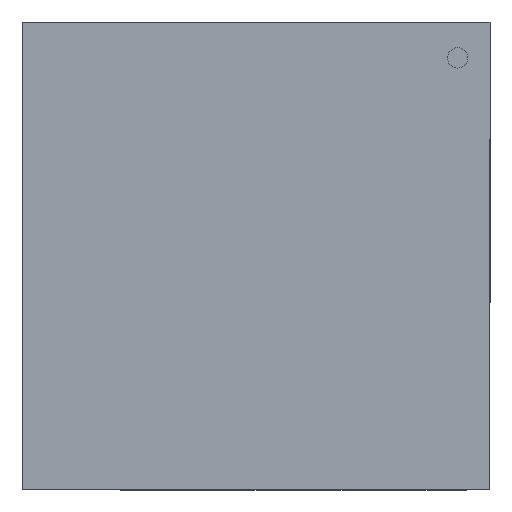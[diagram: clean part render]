
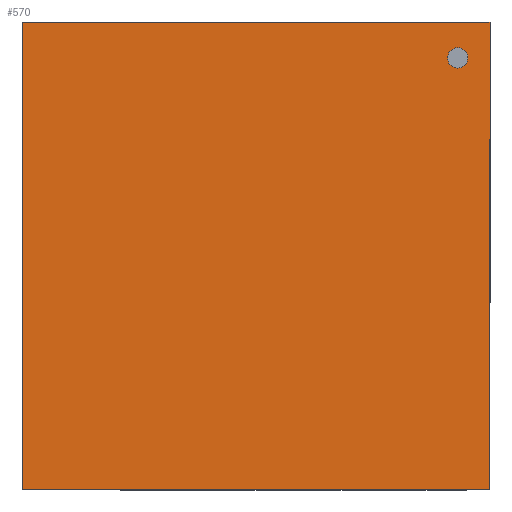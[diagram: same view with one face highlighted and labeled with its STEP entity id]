
A CAD part, front view. The second image highlights one B-rep face of the part: STEP entity #570.
In plain terms, the highlighted planar face has unit normal (0, -1, 0).
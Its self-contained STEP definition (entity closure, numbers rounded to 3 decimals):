
#17 = DIRECTION ( 'NONE',  ( 0., 1., 0. ) ) ;
#36 = ORIENTED_EDGE ( 'NONE', *, *, #1429, .F. ) ;
#75 = LINE ( 'NONE', #2193, #304 ) ;
#79 = VECTOR ( 'NONE', #1287, 1000. ) ;
#86 = EDGE_CURVE ( 'NONE', #2369, #1443, #75, .T. ) ;
#110 = CARTESIAN_POINT ( 'NONE',  ( 0.539, 0., 0.529 ) ) ;
#219 = LINE ( 'NONE', #3347, #1904 ) ;
#226 = CARTESIAN_POINT ( 'NONE',  ( -0.625, 0., -0.625 ) ) ;
#295 = EDGE_LOOP ( 'NONE', ( #1715, #2547, #748, #36 ) ) ;
#304 = VECTOR ( 'NONE', #838, 1000. ) ;
#353 = EDGE_CURVE ( 'NONE', #2305, #2369, #782, .T. ) ;
#559 = DIRECTION ( 'NONE',  ( 0., -1., 0. ) ) ;
#570 = ADVANCED_FACE ( 'NONE', ( #1520, #1221 ), #2200, .F. ) ;
#589 = CARTESIAN_POINT ( 'NONE',  ( -0.625, 0., 0.625 ) ) ;
#661 = CIRCLE ( 'NONE', #2616, 0.027 ) ;
#693 = DIRECTION ( 'NONE',  ( -1., 0., 0. ) ) ;
#713 = CARTESIAN_POINT ( 'NONE',  ( -0.625, 0., -0.625 ) ) ;
#748 = ORIENTED_EDGE ( 'NONE', *, *, #353, .F. ) ;
#782 = LINE ( 'NONE', #226, #79 ) ;
#838 = DIRECTION ( 'NONE',  ( 1., 0., 0. ) ) ;
#955 = DIRECTION ( 'NONE',  ( 0., 0., -1. ) ) ;
#1071 = CARTESIAN_POINT ( 'NONE',  ( 0.539, 0., 0.502 ) ) ;
#1200 = ORIENTED_EDGE ( 'NONE', *, *, #3338, .F. ) ;
#1210 = EDGE_CURVE ( 'NONE', #1443, #1785, #219, .T. ) ;
#1221 = FACE_OUTER_BOUND ( 'NONE', #295, .T. ) ;
#1231 = VERTEX_POINT ( 'NONE', #2970 ) ;
#1239 = ORIENTED_EDGE ( 'NONE', *, *, #1899, .F. ) ;
#1258 = VECTOR ( 'NONE', #693, 1000. ) ;
#1284 = AXIS2_PLACEMENT_3D ( 'NONE', #2999, #559, #3251 ) ;
#1287 = DIRECTION ( 'NONE',  ( 0., 0., 1. ) ) ;
#1345 = CARTESIAN_POINT ( 'NONE',  ( 0., 0., 0. ) ) ;
#1429 = EDGE_CURVE ( 'NONE', #1785, #2305, #1834, .T. ) ;
#1443 = VERTEX_POINT ( 'NONE', #3343 ) ;
#1520 = FACE_BOUND ( 'NONE', #3191, .T. ) ;
#1677 = CARTESIAN_POINT ( 'NONE',  ( 0.625, 0., -0.625 ) ) ;
#1715 = ORIENTED_EDGE ( 'NONE', *, *, #1210, .F. ) ;
#1785 = VERTEX_POINT ( 'NONE', #1677 ) ;
#1834 = LINE ( 'NONE', #713, #1258 ) ;
#1899 = EDGE_CURVE ( 'NONE', #2077, #1231, #661, .T. ) ;
#1904 = VECTOR ( 'NONE', #955, 1000. ) ;
#2021 = DIRECTION ( 'NONE',  ( 0., 0., -1. ) ) ;
#2054 = DIRECTION ( 'NONE',  ( 0., -1., 0. ) ) ;
#2077 = VERTEX_POINT ( 'NONE', #1071 ) ;
#2179 = DIRECTION ( 'NONE',  ( 0., 0., 1. ) ) ;
#2193 = CARTESIAN_POINT ( 'NONE',  ( -0.625, 0., 0.625 ) ) ;
#2200 = PLANE ( 'NONE',  #3165 ) ;
#2305 = VERTEX_POINT ( 'NONE', #2575 ) ;
#2369 = VERTEX_POINT ( 'NONE', #589 ) ;
#2547 = ORIENTED_EDGE ( 'NONE', *, *, #86, .F. ) ;
#2575 = CARTESIAN_POINT ( 'NONE',  ( -0.625, 0., -0.625 ) ) ;
#2616 = AXIS2_PLACEMENT_3D ( 'NONE', #110, #2054, #2021 ) ;
#2970 = CARTESIAN_POINT ( 'NONE',  ( 0.539, 0., 0.556 ) ) ;
#2999 = CARTESIAN_POINT ( 'NONE',  ( 0.539, 0., 0.529 ) ) ;
#3010 = CIRCLE ( 'NONE', #1284, 0.027 ) ;
#3165 = AXIS2_PLACEMENT_3D ( 'NONE', #1345, #17, #2179 ) ;
#3191 = EDGE_LOOP ( 'NONE', ( #1239, #1200 ) ) ;
#3251 = DIRECTION ( 'NONE',  ( 0., 0., -1. ) ) ;
#3338 = EDGE_CURVE ( 'NONE', #1231, #2077, #3010, .T. ) ;
#3343 = CARTESIAN_POINT ( 'NONE',  ( 0.625, 0., 0.625 ) ) ;
#3347 = CARTESIAN_POINT ( 'NONE',  ( 0.625, 0., -0.625 ) ) ;
